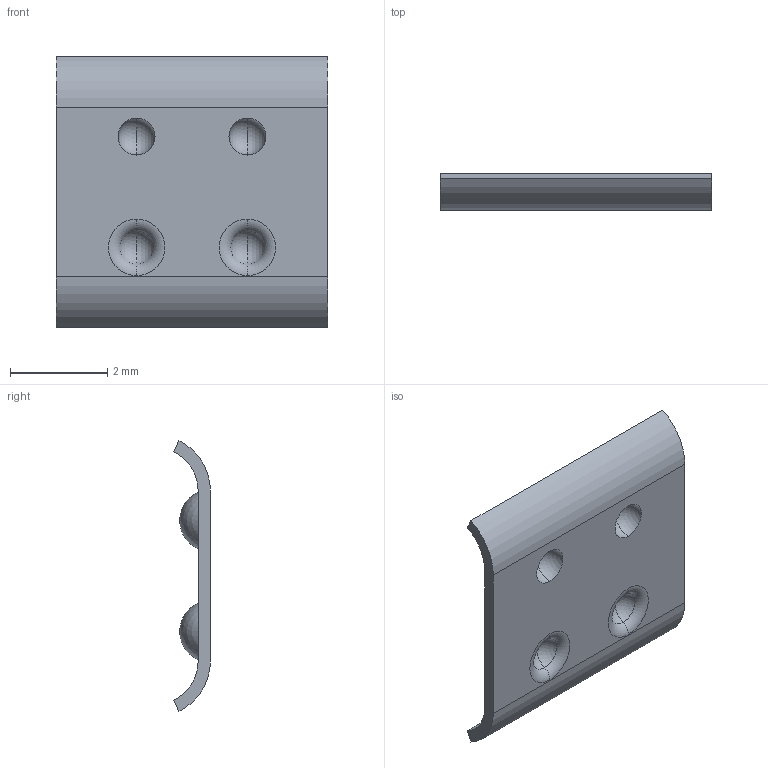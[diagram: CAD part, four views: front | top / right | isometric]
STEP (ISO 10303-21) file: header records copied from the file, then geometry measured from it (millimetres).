
FILE_DESCRIPTION (( 'STEP AP203' ), '1' );
FILE_NAME ('10010.STEP', '2015-02-24T16:23:41', ( '' ), ( '' ), 'SwSTEP 2.0', 'SolidWorks 2014', '' );
FILE_SCHEMA (( 'CONFIG_CONTROL_DESIGN' ));
Length unit declared in the file: inch
Products named in the file (1): 10010
Bounding box: 5.59 x 0.76 x 5.59 mm (x, y, z)
Volume: 8.7 mm3; surface area: 74.1 mm2
Topology: 1 solids, 1 shells, 30 faces, 72 edges, 48 vertices
Faces by surface type: sphere 16, plane 6, torus 4, cylinder 4
Entity records: 927 total; most frequent: DIRECTION 174, CARTESIAN_POINT 139, ORIENTED_EDGE 128, AXIS2_PLACEMENT_3D 79, EDGE_CURVE 64, CIRCLE 48, VERTEX_POINT 44, EDGE_LOOP 38
